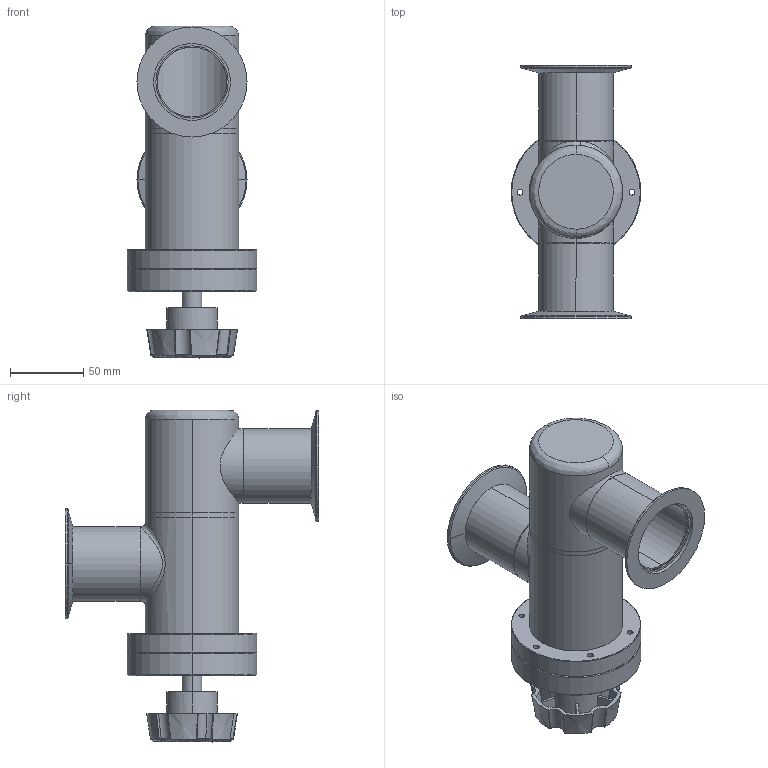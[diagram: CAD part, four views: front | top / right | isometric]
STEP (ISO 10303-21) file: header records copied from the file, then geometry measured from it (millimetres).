
FILE_DESCRIPTION (( 'STEP AP214' ), '1' );
FILE_NAME ('L-200-H-NW50_INLINE_VALVE_VITON_BONNET_MANUAL.STEP', '2020-04-04T01:25:45', ( 'admin' ), ( 'Microsoft' ), 'SwSTEP 2.0', 'SolidWorks 2016', '' );
FILE_SCHEMA (( 'AUTOMOTIVE_DESIGN' ));
Length unit declared in the file: inch
Products named in the file (1): L-200-H-NW50_INLINE_VALVE_VITON_BONNET_MANUAL
Bounding box: 88.27 x 172.72 x 225.96 mm (x, y, z)
Volume: 285832.3 mm3; surface area: 174711.1 mm2
Topology: 13 solids, 13 shells, 339 faces, 815 edges, 527 vertices
Faces by surface type: cylinder 150, cone 85, plane 84, bspline 20
Entity records: 13623 total; most frequent: CARTESIAN_POINT 5601, ORIENTED_EDGE 1630, DIRECTION 1612, EDGE_CURVE 815, AXIS2_PLACEMENT_3D 681, VERTEX_POINT 527, EDGE_LOOP 414, CIRCLE 361
